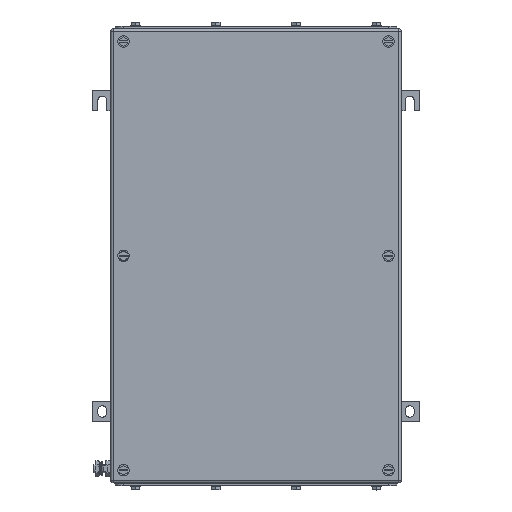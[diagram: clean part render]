
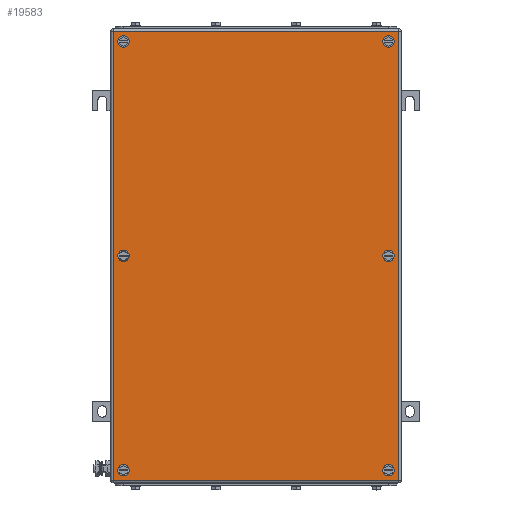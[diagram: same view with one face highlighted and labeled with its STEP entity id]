
A CAD part, top view. The second image highlights one B-rep face of the part: STEP entity #19583.
In plain terms, the highlighted planar face has unit normal (0, 0, 1).
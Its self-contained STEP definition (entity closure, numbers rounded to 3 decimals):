
#19421=AXIS2_PLACEMENT_3D('Circle Axis2P3D',#19419,#19420,$) ;
#19448=AXIS2_PLACEMENT_3D('Plane Axis2P3D',#19445,#19446,#19447) ;
#19486=AXIS2_PLACEMENT_3D('Circle Axis2P3D',#19484,#19485,$) ;
#19495=AXIS2_PLACEMENT_3D('Circle Axis2P3D',#19493,#19494,$) ;
#19504=AXIS2_PLACEMENT_3D('Circle Axis2P3D',#19502,#19503,$) ;
#19513=AXIS2_PLACEMENT_3D('Circle Axis2P3D',#19511,#19512,$) ;
#19522=AXIS2_PLACEMENT_3D('Circle Axis2P3D',#19520,#19521,$) ;
#19531=AXIS2_PLACEMENT_3D('Circle Axis2P3D',#19529,#19530,$) ;
#19540=AXIS2_PLACEMENT_3D('Circle Axis2P3D',#19538,#19539,$) ;
#19549=AXIS2_PLACEMENT_3D('Circle Axis2P3D',#19547,#19548,$) ;
#19558=AXIS2_PLACEMENT_3D('Circle Axis2P3D',#19556,#19557,$) ;
#19567=AXIS2_PLACEMENT_3D('Circle Axis2P3D',#19565,#19566,$) ;
#19576=AXIS2_PLACEMENT_3D('Circle Axis2P3D',#19574,#19575,$) ;
#19416=CARTESIAN_POINT('Vertex',(41.5,286.,153.5)) ;
#19419=CARTESIAN_POINT('Axis2P3D Location',(38.,286.,153.5)) ;
#19423=CARTESIAN_POINT('Vertex',(34.5,286.,153.5)) ;
#19445=CARTESIAN_POINT('Axis2P3D Location',(200.5,286.,153.5)) ;
#19450=CARTESIAN_POINT('Line Origine',(200.5,560.5,153.5)) ;
#19454=CARTESIAN_POINT('Vertex',(375.,560.5,153.5)) ;
#19456=CARTESIAN_POINT('Vertex',(26.,560.5,153.5)) ;
#19459=CARTESIAN_POINT('Line Origine',(26.,286.,153.5)) ;
#19463=CARTESIAN_POINT('Vertex',(26.,11.5,153.5)) ;
#19466=CARTESIAN_POINT('Line Origine',(200.5,11.5,153.5)) ;
#19470=CARTESIAN_POINT('Vertex',(375.,11.5,153.5)) ;
#19473=CARTESIAN_POINT('Line Origine',(375.,286.,153.5)) ;
#19484=CARTESIAN_POINT('Axis2P3D Location',(38.,286.,153.5)) ;
#19493=CARTESIAN_POINT('Axis2P3D Location',(363.,286.,153.5)) ;
#19497=CARTESIAN_POINT('Vertex',(366.5,286.,153.5)) ;
#19499=CARTESIAN_POINT('Vertex',(359.5,286.,153.5)) ;
#19502=CARTESIAN_POINT('Axis2P3D Location',(363.,286.,153.5)) ;
#19511=CARTESIAN_POINT('Axis2P3D Location',(38.,548.5,153.5)) ;
#19515=CARTESIAN_POINT('Vertex',(34.5,548.5,153.5)) ;
#19517=CARTESIAN_POINT('Vertex',(41.5,548.5,153.5)) ;
#19520=CARTESIAN_POINT('Axis2P3D Location',(38.,548.5,153.5)) ;
#19529=CARTESIAN_POINT('Axis2P3D Location',(38.,23.5,153.5)) ;
#19533=CARTESIAN_POINT('Vertex',(34.5,23.5,153.5)) ;
#19535=CARTESIAN_POINT('Vertex',(41.5,23.5,153.5)) ;
#19538=CARTESIAN_POINT('Axis2P3D Location',(38.,23.5,153.5)) ;
#19547=CARTESIAN_POINT('Axis2P3D Location',(363.,23.5,153.5)) ;
#19551=CARTESIAN_POINT('Vertex',(366.5,23.5,153.5)) ;
#19553=CARTESIAN_POINT('Vertex',(359.5,23.5,153.5)) ;
#19556=CARTESIAN_POINT('Axis2P3D Location',(363.,23.5,153.5)) ;
#19565=CARTESIAN_POINT('Axis2P3D Location',(363.,548.5,153.5)) ;
#19569=CARTESIAN_POINT('Vertex',(366.5,548.5,153.5)) ;
#19571=CARTESIAN_POINT('Vertex',(359.5,548.5,153.5)) ;
#19574=CARTESIAN_POINT('Axis2P3D Location',(363.,548.5,153.5)) ;
#19420=DIRECTION('Axis2P3D Direction',(0.,0.,1.)) ;
#19446=DIRECTION('Axis2P3D Direction',(0.,0.,1.)) ;
#19447=DIRECTION('Axis2P3D XDirection',(1.,0.,0.)) ;
#19451=DIRECTION('Vector Direction',(1.,0.,0.)) ;
#19460=DIRECTION('Vector Direction',(0.,-1.,0.)) ;
#19467=DIRECTION('Vector Direction',(1.,0.,0.)) ;
#19474=DIRECTION('Vector Direction',(0.,1.,0.)) ;
#19485=DIRECTION('Axis2P3D Direction',(0.,0.,1.)) ;
#19494=DIRECTION('Axis2P3D Direction',(0.,0.,1.)) ;
#19503=DIRECTION('Axis2P3D Direction',(0.,0.,1.)) ;
#19512=DIRECTION('Axis2P3D Direction',(0.,0.,1.)) ;
#19521=DIRECTION('Axis2P3D Direction',(0.,0.,1.)) ;
#19530=DIRECTION('Axis2P3D Direction',(0.,0.,1.)) ;
#19539=DIRECTION('Axis2P3D Direction',(0.,0.,1.)) ;
#19548=DIRECTION('Axis2P3D Direction',(0.,0.,1.)) ;
#19557=DIRECTION('Axis2P3D Direction',(0.,0.,1.)) ;
#19566=DIRECTION('Axis2P3D Direction',(0.,0.,1.)) ;
#19575=DIRECTION('Axis2P3D Direction',(0.,0.,1.)) ;
#19452=VECTOR('Line Direction',#19451,1.) ;
#19461=VECTOR('Line Direction',#19460,1.) ;
#19468=VECTOR('Line Direction',#19467,1.) ;
#19475=VECTOR('Line Direction',#19474,1.) ;
#19479=ORIENTED_EDGE('',*,*,#19458,.T.) ;
#19480=ORIENTED_EDGE('',*,*,#19465,.T.) ;
#19481=ORIENTED_EDGE('',*,*,#19472,.T.) ;
#19482=ORIENTED_EDGE('',*,*,#19477,.T.) ;
#19490=ORIENTED_EDGE('',*,*,#19488,.F.) ;
#19491=ORIENTED_EDGE('',*,*,#19425,.F.) ;
#19508=ORIENTED_EDGE('',*,*,#19501,.F.) ;
#19509=ORIENTED_EDGE('',*,*,#19506,.F.) ;
#19526=ORIENTED_EDGE('',*,*,#19519,.F.) ;
#19527=ORIENTED_EDGE('',*,*,#19524,.F.) ;
#19544=ORIENTED_EDGE('',*,*,#19537,.F.) ;
#19545=ORIENTED_EDGE('',*,*,#19542,.F.) ;
#19562=ORIENTED_EDGE('',*,*,#19555,.F.) ;
#19563=ORIENTED_EDGE('',*,*,#19560,.F.) ;
#19580=ORIENTED_EDGE('',*,*,#19573,.F.) ;
#19581=ORIENTED_EDGE('',*,*,#19578,.F.) ;
#19492=FACE_BOUND('',#19489,.T.) ;
#19510=FACE_BOUND('',#19507,.T.) ;
#19528=FACE_BOUND('',#19525,.T.) ;
#19546=FACE_BOUND('',#19543,.T.) ;
#19564=FACE_BOUND('',#19561,.T.) ;
#19582=FACE_BOUND('',#19579,.T.) ;
#19583=ADVANCED_FACE('ZUB_KTB_FS_553515_2GP.2\\ZUB_DE_KTB_FS.1\\DE_KTB_MH_PART_MASTER.1\\Koerper.2',(#19483,#19492,#19510,#19528,#19546,#19564,#19582),#19449,.T.) ;
#19422=CIRCLE('generated circle',#19421,3.5) ;
#19487=CIRCLE('generated circle',#19486,3.5) ;
#19496=CIRCLE('generated circle',#19495,3.5) ;
#19505=CIRCLE('generated circle',#19504,3.5) ;
#19514=CIRCLE('generated circle',#19513,3.5) ;
#19523=CIRCLE('generated circle',#19522,3.5) ;
#19532=CIRCLE('generated circle',#19531,3.5) ;
#19541=CIRCLE('generated circle',#19540,3.5) ;
#19550=CIRCLE('generated circle',#19549,3.5) ;
#19559=CIRCLE('generated circle',#19558,3.5) ;
#19568=CIRCLE('generated circle',#19567,3.5) ;
#19577=CIRCLE('generated circle',#19576,3.5) ;
#19425=EDGE_CURVE('',#19417,#19424,#19422,.T.) ;
#19458=EDGE_CURVE('',#19455,#19457,#19453,.F.) ;
#19465=EDGE_CURVE('',#19457,#19464,#19462,.T.) ;
#19472=EDGE_CURVE('',#19464,#19471,#19469,.T.) ;
#19477=EDGE_CURVE('',#19471,#19455,#19476,.T.) ;
#19488=EDGE_CURVE('',#19424,#19417,#19487,.T.) ;
#19501=EDGE_CURVE('',#19498,#19500,#19496,.T.) ;
#19506=EDGE_CURVE('',#19500,#19498,#19505,.T.) ;
#19519=EDGE_CURVE('',#19516,#19518,#19514,.T.) ;
#19524=EDGE_CURVE('',#19518,#19516,#19523,.T.) ;
#19537=EDGE_CURVE('',#19534,#19536,#19532,.T.) ;
#19542=EDGE_CURVE('',#19536,#19534,#19541,.T.) ;
#19555=EDGE_CURVE('',#19552,#19554,#19550,.T.) ;
#19560=EDGE_CURVE('',#19554,#19552,#19559,.T.) ;
#19573=EDGE_CURVE('',#19570,#19572,#19568,.T.) ;
#19578=EDGE_CURVE('',#19572,#19570,#19577,.T.) ;
#19478=EDGE_LOOP('',(#19479,#19480,#19481,#19482)) ;
#19489=EDGE_LOOP('',(#19490,#19491)) ;
#19507=EDGE_LOOP('',(#19508,#19509)) ;
#19525=EDGE_LOOP('',(#19526,#19527)) ;
#19543=EDGE_LOOP('',(#19544,#19545)) ;
#19561=EDGE_LOOP('',(#19562,#19563)) ;
#19579=EDGE_LOOP('',(#19580,#19581)) ;
#19483=FACE_OUTER_BOUND('',#19478,.T.) ;
#19453=LINE('Line',#19450,#19452) ;
#19462=LINE('Line',#19459,#19461) ;
#19469=LINE('Line',#19466,#19468) ;
#19476=LINE('Line',#19473,#19475) ;
#19449=PLANE('',#19448) ;
#19417=VERTEX_POINT('',#19416) ;
#19424=VERTEX_POINT('',#19423) ;
#19455=VERTEX_POINT('',#19454) ;
#19457=VERTEX_POINT('',#19456) ;
#19464=VERTEX_POINT('',#19463) ;
#19471=VERTEX_POINT('',#19470) ;
#19498=VERTEX_POINT('',#19497) ;
#19500=VERTEX_POINT('',#19499) ;
#19516=VERTEX_POINT('',#19515) ;
#19518=VERTEX_POINT('',#19517) ;
#19534=VERTEX_POINT('',#19533) ;
#19536=VERTEX_POINT('',#19535) ;
#19552=VERTEX_POINT('',#19551) ;
#19554=VERTEX_POINT('',#19553) ;
#19570=VERTEX_POINT('',#19569) ;
#19572=VERTEX_POINT('',#19571) ;
